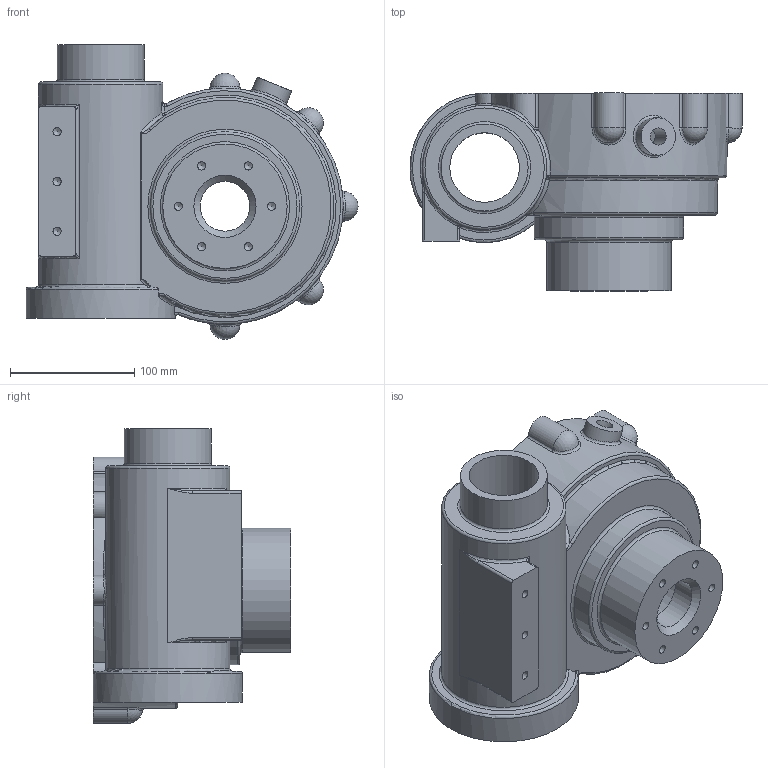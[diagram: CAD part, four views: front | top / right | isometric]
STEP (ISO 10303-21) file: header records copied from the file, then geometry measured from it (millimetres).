
FILE_DESCRIPTION(/* description */ (''),/* implementation_level */ '2;1');
FILE_NAME(/* name */ 'Part 090.stp',/* time_stamp */ '2015-02-27T19:03:07+02:00',/* author */ ('SFC'),/* organization */ (''),/* preprocessor_version */ 'ST-DEVELOPER v15.2',/* originating_system */ 'Autodesk Inventor 2014',/* authorisation */ '');
FILE_SCHEMA (('AUTOMOTIVE_DESIGN { 1 0 10303 214 3 1 1 }'));
Length unit declared in the file: millimetre
Products named in the file (1): Part 090
Bounding box: 267 x 159 x 237 mm (x, y, z)
Volume: 2330522 mm3; surface area: 315397.9 mm2
Topology: 1 solids, 1 shells, 167 faces, 415 edges, 252 vertices
Faces by surface type: cylinder 66, bspline 28, plane 24, torus 22, cone 19, sphere 8
Full cylindrical faces by diameter (mm): 6.647 x17, 13.835 x1, 30 x1, 40 x2, 56 x1, 70 x4, 80 x1, 100 x2, 120 x2, 130 x1
Entity records: 6266 total; most frequent: CARTESIAN_POINT 2835, DIRECTION 673, ORIENTED_EDGE 646, EDGE_CURVE 323, AXIS2_PLACEMENT_3D 308, EDGE_LOOP 246, VERTEX_POINT 227, CIRCLE 168
